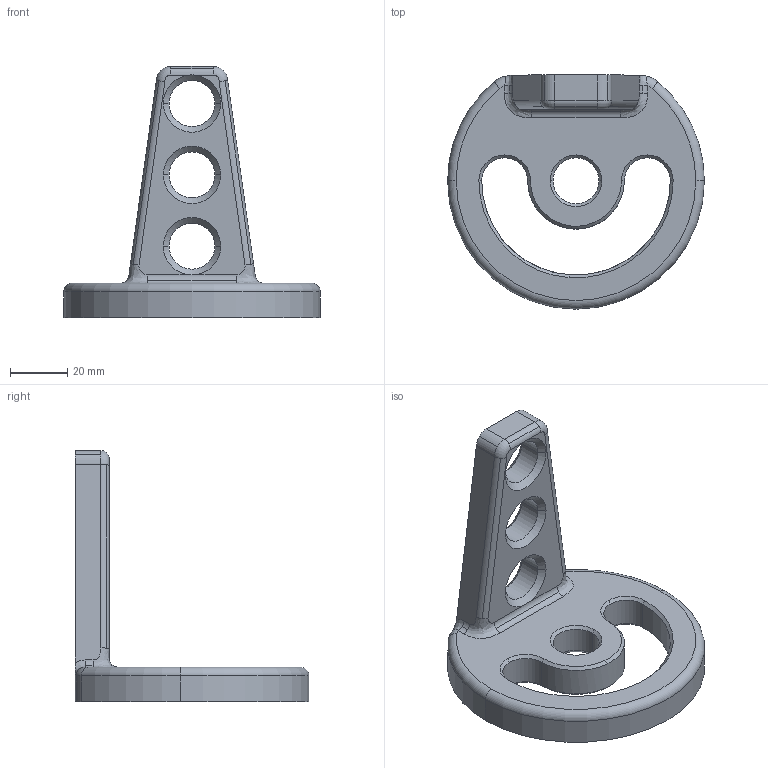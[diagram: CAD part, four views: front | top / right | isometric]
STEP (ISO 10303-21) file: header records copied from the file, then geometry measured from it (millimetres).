
FILE_DESCRIPTION(('STEP AP214'),'1');
FILE_NAME('160100.STP','2011-09-02T12:14:45',(' '),(' '),'Spatial InterOp 3D',' ',' ');
FILE_SCHEMA(('automotive_design'));
Length unit declared in the file: millimetre
Products named in the file (1): Zylinder
Bounding box: 90 x 82 x 88 mm (x, y, z)
Volume: 75095.6 mm3; surface area: 21369.7 mm2
Topology: 1 solids, 1 shells, 87 faces, 227 edges, 140 vertices
Faces by surface type: cylinder 35, cone 32, plane 9, torus 7, bspline 4
Entity records: 4196 total; most frequent: CARTESIAN_POINT 1271, DIRECTION 498, ORIENTED_EDGE 454, EDGE_CURVE 227, AXIS2_PLACEMENT_3D 207, VERTEX_POINT 140, CIRCLE 123, EDGE_LOOP 95
